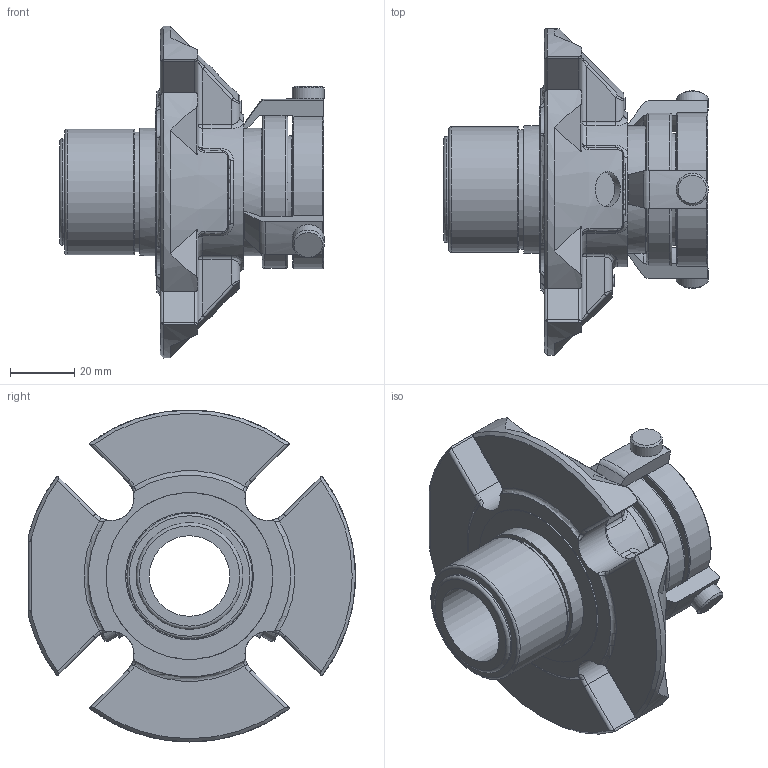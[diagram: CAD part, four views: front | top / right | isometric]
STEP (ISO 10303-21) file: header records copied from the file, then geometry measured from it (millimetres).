
FILE_DESCRIPTION(/* description */ ('Unknown'),/* implementation_level */ '2;1');
FILE_NAME(/* name */ '25mm',/* time_stamp */ '2023-02-06T12:18:42+00:00',/* author */ ('Unknown'),/* organization */ ('Unknown'),/* preprocessor_version */ 'ST-DEVELOPER v16.7',/* originating_system */ 'Solid Edge',/* authorisation */ 'Unknown');
FILE_SCHEMA (('AUTOMOTIVE_DESIGN {1 0 10303 214 3 1 1}'));
Length unit declared in the file: millimetre
Products named in the file (1): 25,,
Bounding box: 82.24 x 101.56 x 103.12 mm (x, y, z)
Volume: 161903.8 mm3; surface area: 39850.3 mm2
Topology: 1 solids, 1 shells, 509 faces, 1273 edges, 803 vertices
Faces by surface type: plane 186, cylinder 140, bspline 68, torus 63, sphere 31, cone 21
Full cylindrical faces by diameter (mm): 2.821 x1, 10 x3, 10.998 x2, 24.994 x1, 33.179 x1, 34.849 x1, 37.122 x1, 38.964 x1, 39.599 x2, 47.6 x1, 47.625 x1, 51.791 x1
Entity records: 17572 total; most frequent: CARTESIAN_POINT 6200, ORIENTED_EDGE 2452, DIRECTION 2174, EDGE_CURVE 1226, AXIS2_PLACEMENT_3D 854, VERTEX_POINT 789, EDGE_LOOP 587, FACE_BOUND 587
